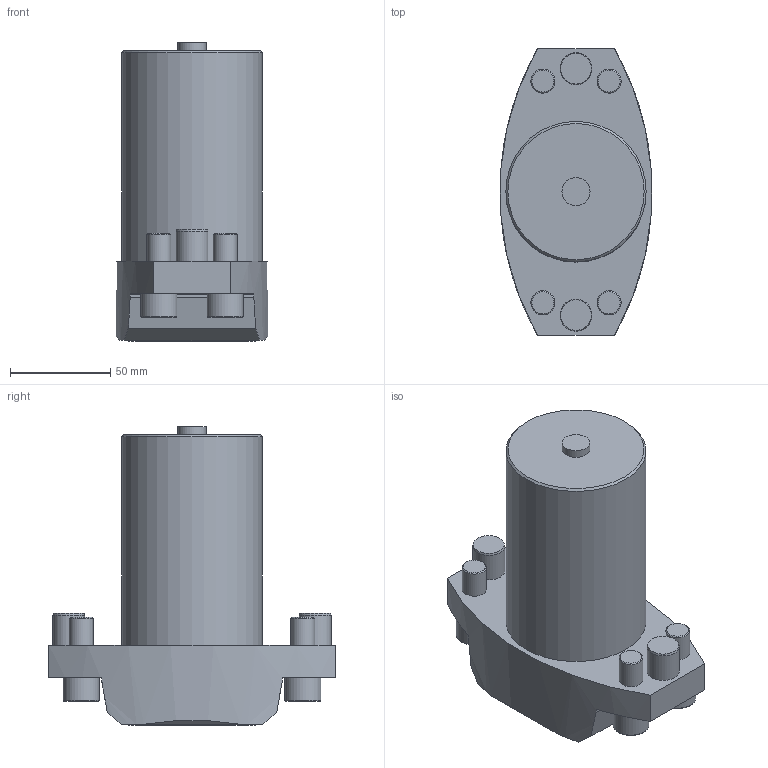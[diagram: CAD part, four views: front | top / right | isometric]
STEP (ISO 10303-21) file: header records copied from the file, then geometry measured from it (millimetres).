
FILE_DESCRIPTION(/* description */ (''),/* implementation_level */ '2;1');
FILE_NAME(/* name */ '1522910956183.stp',/* time_stamp */ '2018-04-05T08:49:30+02:00',/* author */ (''),/* organization */ ('SMS'),/* preprocessor_version */ 'ST-DEVELOPER v15',/* originating_system */ 'SIEMENS PLM Software NX 8.5',/* authorisation */ '');
FILE_SCHEMA (('AUTOMOTIVE_DESIGN { 1 0 10303 214 3 1 1 1 }'));
Length unit declared in the file: millimetre
Products named in the file (1): MOD000000000000000020083852000000
Bounding box: 75.55 x 143 x 149 mm (x, y, z)
Volume: 665624.8 mm3; surface area: 64913.9 mm2
Topology: 1 solids, 1 shells, 64 faces, 137 edges, 90 vertices
Faces by surface type: plane 29, cylinder 17, cone 13, torus 5
Full cylindrical faces by diameter (mm): 4 x1, 12 x4, 14 x1, 15.912 x2, 18 x4, 70 x1
Entity records: 1729 total; most frequent: CARTESIAN_POINT 373, DIRECTION 306, ORIENTED_EDGE 210, AXIS2_PLACEMENT_3D 138, EDGE_CURVE 105, EDGE_LOOP 104, VERTEX_POINT 83, FACE_BOUND 72
